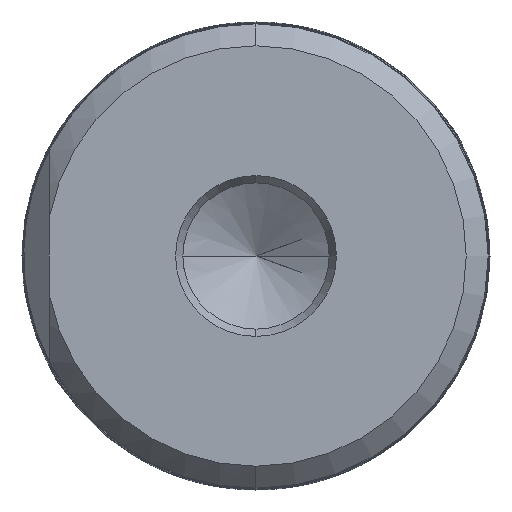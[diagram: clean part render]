
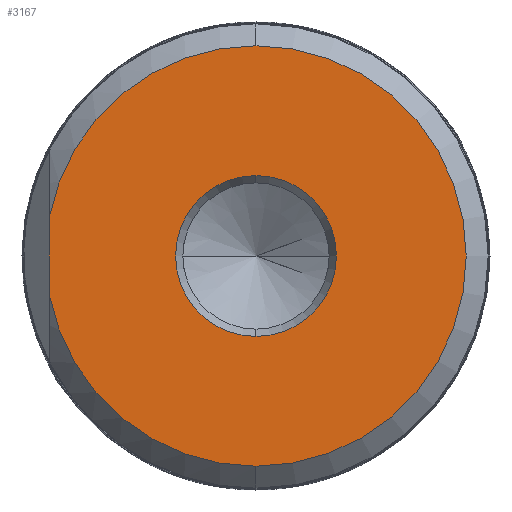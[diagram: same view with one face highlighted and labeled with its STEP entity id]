
A CAD part, left-side view. The second image highlights one B-rep face of the part: STEP entity #3167.
In plain terms, the highlighted planar face has unit normal (-1, 0, 0).
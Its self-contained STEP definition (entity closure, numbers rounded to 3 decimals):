
#201 = DIRECTION ( 'NONE',  ( 0., 0., 1. ) ) ;
#499 = CIRCLE ( 'NONE', #6798, 14.375 ) ;
#673 = VERTEX_POINT ( 'NONE', #2221 ) ;
#679 = CARTESIAN_POINT ( 'NONE',  ( 0., 14.125, -2.669 ) ) ;
#768 = AXIS2_PLACEMENT_3D ( 'NONE', #7290, #2750, #4080 ) ;
#1112 = DIRECTION ( 'NONE',  ( -1., 0., 0. ) ) ;
#1384 = PLANE ( 'NONE',  #768 ) ;
#1522 = ORIENTED_EDGE ( 'NONE', *, *, #5979, .T. ) ;
#1634 = VERTEX_POINT ( 'NONE', #4208 ) ;
#1658 = VERTEX_POINT ( 'NONE', #679 ) ;
#1680 = ORIENTED_EDGE ( 'NONE', *, *, #4228, .T. ) ;
#1691 = EDGE_CURVE ( 'NONE', #1634, #5284, #7312, .T. ) ;
#1736 = AXIS2_PLACEMENT_3D ( 'NONE', #7504, #4863, #201 ) ;
#1899 = VECTOR ( 'NONE', #7015, 1000. ) ;
#2184 = CARTESIAN_POINT ( 'NONE',  ( 0., 0., 0. ) ) ;
#2221 = CARTESIAN_POINT ( 'NONE',  ( 0., 0., 14.375 ) ) ;
#2504 = CARTESIAN_POINT ( 'NONE',  ( 0., 0., -14.375 ) ) ;
#2750 = DIRECTION ( 'NONE',  ( 1., 0., 0. ) ) ;
#2902 = ORIENTED_EDGE ( 'NONE', *, *, #1691, .F. ) ;
#2912 = LINE ( 'NONE', #6844, #1899 ) ;
#2957 = ORIENTED_EDGE ( 'NONE', *, *, #4027, .T. ) ;
#3167 = ADVANCED_FACE ( 'NONE', ( #7246, #7381 ), #1384, .F. ) ;
#3203 = CARTESIAN_POINT ( 'NONE',  ( 0., 0., 0. ) ) ;
#3389 = CARTESIAN_POINT ( 'NONE',  ( 0., 14.125, 2.669 ) ) ;
#3567 = CIRCLE ( 'NONE', #6212, 5.5 ) ;
#3776 = DIRECTION ( 'NONE',  ( 0., 0., 1. ) ) ;
#3796 = DIRECTION ( 'NONE',  ( 0., 0., 1. ) ) ;
#4027 = EDGE_CURVE ( 'NONE', #1658, #4726, #7904, .T. ) ;
#4080 = DIRECTION ( 'NONE',  ( 0., 0., -1. ) ) ;
#4126 = VERTEX_POINT ( 'NONE', #3389 ) ;
#4162 = AXIS2_PLACEMENT_3D ( 'NONE', #7110, #1112, #3796 ) ;
#4208 = CARTESIAN_POINT ( 'NONE',  ( 0., 0., -5.5 ) ) ;
#4228 = EDGE_CURVE ( 'NONE', #4126, #1658, #2912, .T. ) ;
#4229 = DIRECTION ( 'NONE',  ( 0., 0., 1. ) ) ;
#4391 = EDGE_CURVE ( 'NONE', #4726, #673, #499, .T. ) ;
#4726 = VERTEX_POINT ( 'NONE', #2504 ) ;
#4863 = DIRECTION ( 'NONE',  ( -1., 0., 0. ) ) ;
#4960 = AXIS2_PLACEMENT_3D ( 'NONE', #3203, #7253, #3776 ) ;
#4997 = DIRECTION ( 'NONE',  ( 0., 0., 1. ) ) ;
#5097 = CIRCLE ( 'NONE', #4960, 14.375 ) ;
#5284 = VERTEX_POINT ( 'NONE', #8433 ) ;
#5479 = EDGE_LOOP ( 'NONE', ( #7011, #2902 ) ) ;
#5682 = DIRECTION ( 'NONE',  ( -1., 0., 0. ) ) ;
#5979 = EDGE_CURVE ( 'NONE', #673, #4126, #5097, .T. ) ;
#6212 = AXIS2_PLACEMENT_3D ( 'NONE', #2184, #5682, #4997 ) ;
#6323 = EDGE_LOOP ( 'NONE', ( #2957, #6818, #1522, #1680 ) ) ;
#6726 = EDGE_CURVE ( 'NONE', #5284, #1634, #3567, .T. ) ;
#6798 = AXIS2_PLACEMENT_3D ( 'NONE', #8188, #8232, #4229 ) ;
#6818 = ORIENTED_EDGE ( 'NONE', *, *, #4391, .T. ) ;
#6844 = CARTESIAN_POINT ( 'NONE',  ( 0., 14.125, 0. ) ) ;
#7011 = ORIENTED_EDGE ( 'NONE', *, *, #6726, .F. ) ;
#7015 = DIRECTION ( 'NONE',  ( 0., 0., -1. ) ) ;
#7110 = CARTESIAN_POINT ( 'NONE',  ( 0., 0., 0. ) ) ;
#7246 = FACE_BOUND ( 'NONE', #5479, .T. ) ;
#7253 = DIRECTION ( 'NONE',  ( -1., 0., 0. ) ) ;
#7290 = CARTESIAN_POINT ( 'NONE',  ( 0., 5.5, 0. ) ) ;
#7312 = CIRCLE ( 'NONE', #1736, 5.5 ) ;
#7381 = FACE_OUTER_BOUND ( 'NONE', #6323, .T. ) ;
#7504 = CARTESIAN_POINT ( 'NONE',  ( 0., 0., 0. ) ) ;
#7904 = CIRCLE ( 'NONE', #4162, 14.375 ) ;
#8188 = CARTESIAN_POINT ( 'NONE',  ( 0., 0., 0. ) ) ;
#8232 = DIRECTION ( 'NONE',  ( -1., 0., 0. ) ) ;
#8433 = CARTESIAN_POINT ( 'NONE',  ( 0., 0., 5.5 ) ) ;
